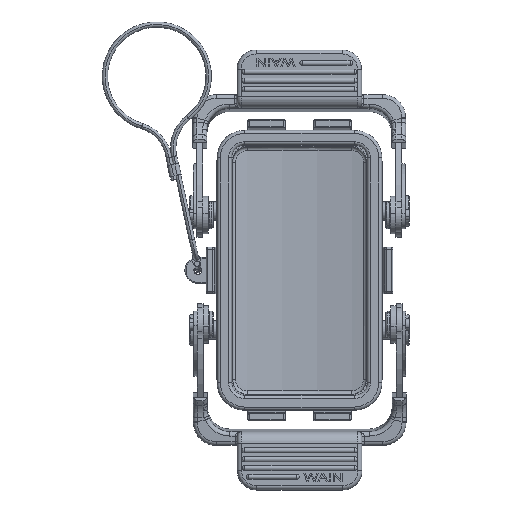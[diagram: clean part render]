
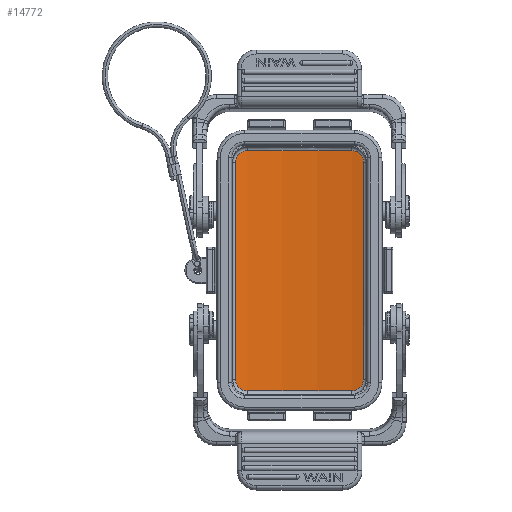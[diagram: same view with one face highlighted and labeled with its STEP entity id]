
A CAD part, front view. The second image highlights one B-rep face of the part: STEP entity #14772.
In plain terms, the highlighted cylindrical face has radius 77.4 mm (diameter 154.8 mm), a partial arc.
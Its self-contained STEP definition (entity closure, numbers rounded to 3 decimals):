
#10351=LINE('',#50702,#12498);
#10352=LINE('',#50751,#12499);
#12498=VECTOR('',#41875,1.);
#12499=VECTOR('',#41880,1.);
#14772=ADVANCED_FACE('',(#17040),#16408,.T.);
#16408=CYLINDRICAL_SURFACE('',#38510,77.4);
#17040=FACE_OUTER_BOUND('',#18706,.F.);
#18706=EDGE_LOOP('',(#21206,#21207,#21208,#21209,#21210,#21211,#21212,#21213));
#21206=ORIENTED_EDGE('',*,*,#32923,.F.);
#21207=ORIENTED_EDGE('',*,*,#32927,.T.);
#21208=ORIENTED_EDGE('',*,*,#32930,.T.);
#21209=ORIENTED_EDGE('',*,*,#32933,.T.);
#21210=ORIENTED_EDGE('',*,*,#32936,.T.);
#21211=ORIENTED_EDGE('',*,*,#32938,.F.);
#21212=ORIENTED_EDGE('',*,*,#32939,.F.);
#21213=ORIENTED_EDGE('',*,*,#32940,.F.);
#29835=VERTEX_POINT('',#50620);
#29836=VERTEX_POINT('',#50631);
#29838=VERTEX_POINT('',#50656);
#29840=VERTEX_POINT('',#50681);
#29842=VERTEX_POINT('',#50700);
#29844=VERTEX_POINT('',#50712);
#29846=VERTEX_POINT('',#50739);
#29847=VERTEX_POINT('',#50750);
#32923=EDGE_CURVE('',#29835,#29836,#37115,.T.);
#32927=EDGE_CURVE('',#29835,#29838,#37119,.T.);
#32930=EDGE_CURVE('',#29838,#29840,#37122,.T.);
#32933=EDGE_CURVE('',#29840,#29842,#10351,.T.);
#32936=EDGE_CURVE('',#29842,#29844,#37127,.T.);
#32938=EDGE_CURVE('',#29846,#29844,#37129,.T.);
#32939=EDGE_CURVE('',#29847,#29846,#37130,.T.);
#32940=EDGE_CURVE('',#29836,#29847,#10352,.T.);
#37115=B_SPLINE_CURVE_WITH_KNOTS('',3,(#50621,#50622,#50623,#50624,#50625,
#50626,#50627,#50628,#50629,#50630),.UNSPECIFIED.,.F.,.F.,(4,2,2,2,4),(0.,
0.25,0.5,0.75,1.),.UNSPECIFIED.);
#37119=B_SPLINE_CURVE_WITH_KNOTS('',3,(#50658,#50659,#50660,#50661),
 .UNSPECIFIED.,.F.,.F.,(4,4),(0.,1.),.UNSPECIFIED.);
#37122=B_SPLINE_CURVE_WITH_KNOTS('',3,(#50683,#50684,#50685,#50686,#50687,
#50688),.UNSPECIFIED.,.F.,.F.,(4,2,4),(0.,0.5,1.),.UNSPECIFIED.);
#37127=B_SPLINE_CURVE_WITH_KNOTS('',3,(#50714,#50715,#50716,#50717,#50718,
#50719),.UNSPECIFIED.,.F.,.F.,(4,2,4),(0.,0.5,1.),.UNSPECIFIED.);
#37129=B_SPLINE_CURVE_WITH_KNOTS('',3,(#50735,#50736,#50737,#50738),
 .UNSPECIFIED.,.F.,.F.,(4,4),(0.,1.),.UNSPECIFIED.);
#37130=B_SPLINE_CURVE_WITH_KNOTS('',3,(#50740,#50741,#50742,#50743,#50744,
#50745,#50746,#50747,#50748,#50749),.UNSPECIFIED.,.F.,.F.,(4,2,2,2,4),(0.,
0.5,0.625,0.75,1.),.UNSPECIFIED.);
#38510=AXIS2_PLACEMENT_3D('',#50752,#41881,#41882);
#41875=DIRECTION('',(0.,-0.009,-1.));
#41880=DIRECTION('',(0.,-0.009,-1.));
#41881=DIRECTION('',(0.,0.009,1.));
#41882=DIRECTION('',(1.,0.,0.));
#50620=CARTESIAN_POINT('',(13.626,1.925,19.636));
#50621=CARTESIAN_POINT('',(13.627,1.927,19.636));
#50622=CARTESIAN_POINT('',(13.755,1.903,19.634));
#50623=CARTESIAN_POINT('',(14.223,1.814,19.658));
#50624=CARTESIAN_POINT('',(15.478,1.565,19.119));
#50625=CARTESIAN_POINT('',(15.744,1.508,18.803));
#50626=CARTESIAN_POINT('',(15.952,1.463,18.591));
#50627=CARTESIAN_POINT('',(16.251,1.4,18.277));
#50628=CARTESIAN_POINT('',(16.688,1.293,17.17));
#50629=CARTESIAN_POINT('',(16.682,1.286,16.781));
#50630=CARTESIAN_POINT('',(16.679,1.284,16.632));
#50631=CARTESIAN_POINT('',(16.68,1.288,16.632));
#50656=CARTESIAN_POINT('',(-13.626,1.925,19.636));
#50658=CARTESIAN_POINT('',(13.626,1.924,19.636));
#50659=CARTESIAN_POINT('',(4.637,3.531,19.608));
#50660=CARTESIAN_POINT('',(-4.637,3.531,19.608));
#50661=CARTESIAN_POINT('',(-13.626,1.924,19.636));
#50681=CARTESIAN_POINT('',(-16.68,1.288,16.632));
#50683=CARTESIAN_POINT('',(-13.626,1.924,19.636));
#50684=CARTESIAN_POINT('',(-14.438,1.779,19.635));
#50685=CARTESIAN_POINT('',(-15.235,1.618,19.303));
#50686=CARTESIAN_POINT('',(-16.38,1.369,18.171));
#50687=CARTESIAN_POINT('',(-16.696,1.29,17.351));
#50688=CARTESIAN_POINT('',(-16.68,1.288,16.632));
#50700=CARTESIAN_POINT('',(-16.68,0.793,-40.066));
#50702=CARTESIAN_POINT('',(-16.68,1.288,16.632));
#50712=CARTESIAN_POINT('',(-13.626,1.377,-43.08));
#50714=CARTESIAN_POINT('',(-16.68,0.793,-40.066));
#50715=CARTESIAN_POINT('',(-16.69,0.784,-40.823));
#50716=CARTESIAN_POINT('',(-16.371,0.849,-41.621));
#50717=CARTESIAN_POINT('',(-15.236,1.076,-42.737));
#50718=CARTESIAN_POINT('',(-14.479,1.224,-43.069));
#50719=CARTESIAN_POINT('',(-13.626,1.376,-43.08));
#50735=CARTESIAN_POINT('',(13.626,1.376,-43.08));
#50736=CARTESIAN_POINT('',(4.637,2.98,-43.081));
#50737=CARTESIAN_POINT('',(-4.637,2.981,-43.081));
#50738=CARTESIAN_POINT('',(-13.626,1.377,-43.08));
#50739=CARTESIAN_POINT('',(13.626,1.376,-43.08));
#50740=CARTESIAN_POINT('',(16.679,0.789,-40.066));
#50741=CARTESIAN_POINT('',(16.688,0.789,-40.635));
#50742=CARTESIAN_POINT('',(16.507,0.826,-41.458));
#50743=CARTESIAN_POINT('',(15.676,0.988,-42.31));
#50744=CARTESIAN_POINT('',(15.437,1.034,-42.5));
#50745=CARTESIAN_POINT('',(15.023,1.114,-42.752));
#50746=CARTESIAN_POINT('',(14.818,1.153,-42.843));
#50747=CARTESIAN_POINT('',(14.235,1.264,-43.042));
#50748=CARTESIAN_POINT('',(13.894,1.329,-43.076));
#50749=CARTESIAN_POINT('',(13.627,1.38,-43.08));
#50750=CARTESIAN_POINT('',(16.68,0.793,-40.066));
#50751=CARTESIAN_POINT('',(16.68,1.288,16.632));
#50752=CARTESIAN_POINT('',(0.,-74.823,-43.67));
